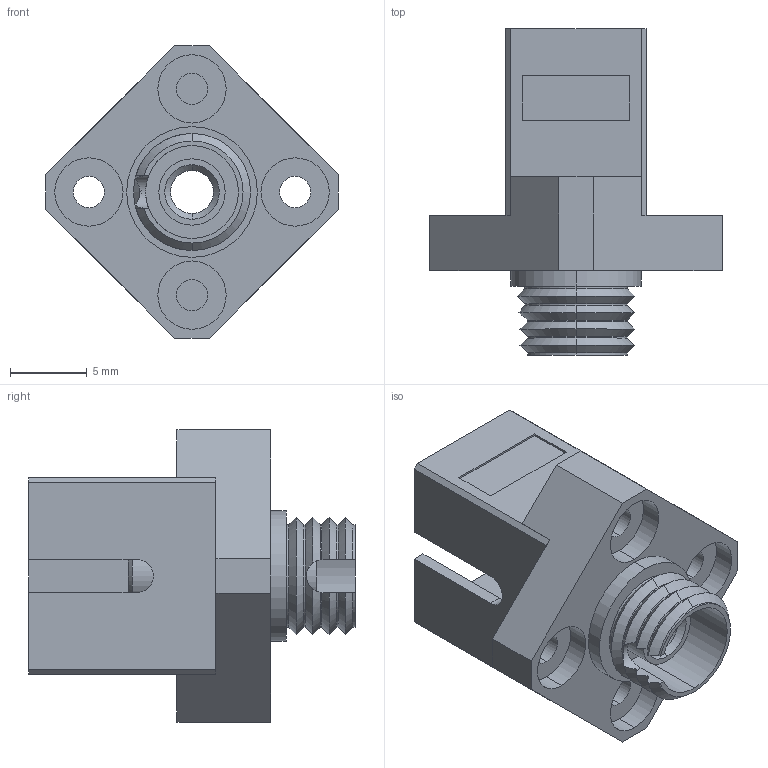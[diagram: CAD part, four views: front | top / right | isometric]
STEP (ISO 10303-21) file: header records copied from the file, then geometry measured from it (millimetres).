
FILE_DESCRIPTION (( 'STEP AP203' ), '1' );
FILE_NAME ('FOA-302.STEP', '2006-06-30T18:47:45', ( ' ' ), ( ' ' ), 'SwSTEP 2.0', 'SolidWorks 2005354', '' );
FILE_SCHEMA (( 'CONFIG_CONTROL_DESIGN' ));
Length unit declared in the file: inch
Products named in the file (2): FOA-302
Assembly tree (1 placements, depth 2):
  FOA-302
    FOA-302
Bounding box: 19.05 x 21.26 x 19.05 mm (x, y, z)
Volume: 1318.4 mm3; surface area: 2458.9 mm2
Topology: 1 solids, 1 shells, 150 faces, 364 edges, 232 vertices
Faces by surface type: plane 80, cylinder 45, cone 25
Entity records: 4609 total; most frequent: CARTESIAN_POINT 823, DIRECTION 760, ORIENTED_EDGE 728, EDGE_CURVE 364, AXIS2_PLACEMENT_3D 258, LINE 244, VECTOR 244, VERTEX_POINT 232
